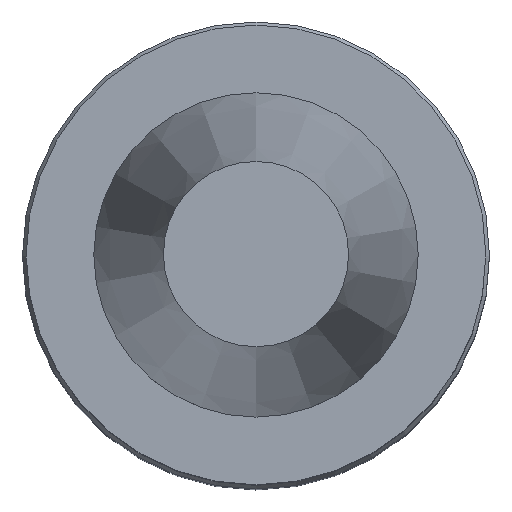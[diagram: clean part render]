
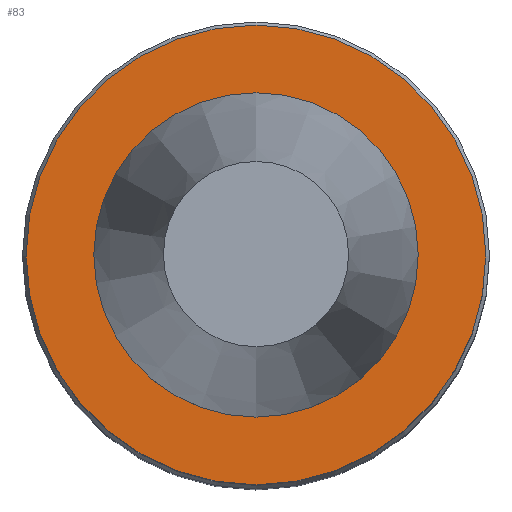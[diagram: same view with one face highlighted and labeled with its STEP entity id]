
A CAD part, top view. The second image highlights one B-rep face of the part: STEP entity #83.
In plain terms, the highlighted planar face has unit normal (0, 0, 1).
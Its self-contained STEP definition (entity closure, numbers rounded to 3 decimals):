
#83=ADVANCED_FACE('',(#112,#113),#114,.T.);
#112=FACE_BOUND('',#149,.T.);
#113=FACE_OUTER_BOUND('',#150,.T.);
#114=PLANE('',#151);
#149=EDGE_LOOP('',(#202));
#150=EDGE_LOOP('',(#203));
#151=AXIS2_PLACEMENT_3D('',#204,#205,#206);
#202=ORIENTED_EDGE('',*,*,#235,.F.);
#203=ORIENTED_EDGE('',*,*,#234,.T.);
#204=CARTESIAN_POINT('',(0.,26.863,-1.));
#205=DIRECTION('',(0.,0.,1.0));
#206=DIRECTION('',(0.,1.0,0.));
#234=EDGE_CURVE('',#254,#254,#255,.T.);
#235=EDGE_CURVE('',#256,#256,#257,.T.);
#254=VERTEX_POINT('',#278);
#255=CIRCLE('',#279,31.5);
#256=VERTEX_POINT('',#280);
#257=CIRCLE('',#281,22.225);
#278=CARTESIAN_POINT('',(0.,31.5,-1.));
#279=AXIS2_PLACEMENT_3D('',#310,#311,#312);
#280=CARTESIAN_POINT('',(0.,22.225,-1.));
#281=AXIS2_PLACEMENT_3D('',#313,#314,#315);
#310=CARTESIAN_POINT('',(0.,0.,-1.0));
#311=DIRECTION('',(0.,0.,1.0));
#312=DIRECTION('',(0.,1.0,0.));
#313=CARTESIAN_POINT('',(0.,0.,-1.0));
#314=DIRECTION('',(0.,0.,1.0));
#315=DIRECTION('',(0.,1.0,0.));
